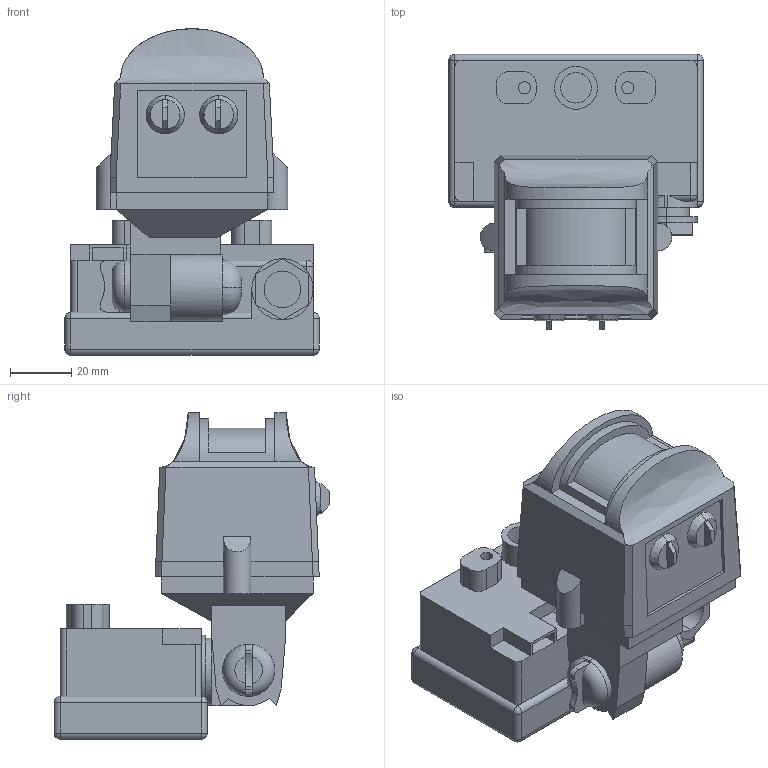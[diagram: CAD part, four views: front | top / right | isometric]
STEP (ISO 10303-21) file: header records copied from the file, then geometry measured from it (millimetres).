
FILE_DESCRIPTION (( 'STEP AP214' ), '1' );
FILE_NAME ('魡譈鴀 闡-019.STEP', '2017-09-04T13:17:19', ( '' ), ( '' ), 'SwSTEP 2.0', 'SolidWorks 2014', '' );
FILE_SCHEMA (( 'AUTOMOTIVE_DESIGN' ));
Length unit declared in the file: millimetre
Products named in the file (1): 魡譈鴀 闡-019
Bounding box: 83 x 90.01 x 106.5 mm (x, y, z)
Volume: 297984.6 mm3; surface area: 41283.2 mm2
Topology: 1 solids, 1 shells, 344 faces, 858 edges, 532 vertices
Faces by surface type: plane 237, cylinder 72, torus 15, sphere 9, bspline 7, cone 4
Entity records: 10569 total; most frequent: CARTESIAN_POINT 2474, ORIENTED_EDGE 1698, DIRECTION 1631, EDGE_CURVE 849, LINE 551, VECTOR 551, AXIS2_PLACEMENT_3D 540, VERTEX_POINT 532
